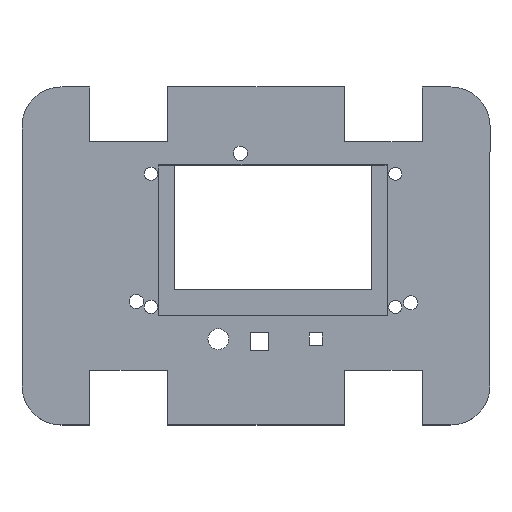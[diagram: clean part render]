
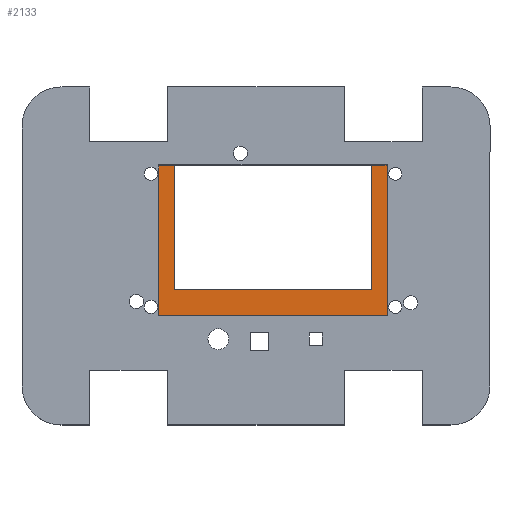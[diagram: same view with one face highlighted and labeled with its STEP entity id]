
A CAD part, top view. The second image highlights one B-rep face of the part: STEP entity #2133.
In plain terms, the highlighted planar face has unit normal (0, 0, 1).
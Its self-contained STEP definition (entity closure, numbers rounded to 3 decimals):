
#47=FACE_BOUND('',#256,.T.);
#48=FACE_BOUND('',#257,.T.);
#49=FACE_BOUND('',#258,.T.);
#50=FACE_BOUND('',#259,.T.);
#51=FACE_BOUND('',#260,.T.);
#77=CIRCLE('',#2244,2.5);
#78=CIRCLE('',#2246,2.5);
#79=CIRCLE('',#2248,2.5);
#80=CIRCLE('',#2254,2.5);
#145=FACE_OUTER_BOUND('',#255,.T.);
#255=EDGE_LOOP('',(#1557,#1558,#1559,#1560,#1561,#1562,#1563,#1564));
#256=EDGE_LOOP('',(#1565));
#257=EDGE_LOOP('',(#1566,#1567,#1568,#1569));
#258=EDGE_LOOP('',(#1570));
#259=EDGE_LOOP('',(#1571));
#260=EDGE_LOOP('',(#1572));
#411=LINE('',#3068,#677);
#413=LINE('',#3072,#679);
#415=LINE('',#3076,#681);
#417=LINE('',#3079,#683);
#420=LINE('',#3088,#686);
#422=LINE('',#3092,#688);
#424=LINE('',#3096,#690);
#426=LINE('',#3100,#692);
#428=LINE('',#3104,#694);
#430=LINE('',#3108,#696);
#432=LINE('',#3112,#698);
#434=LINE('',#3115,#700);
#677=VECTOR('',#2482,10.);
#679=VECTOR('',#2486,10.);
#681=VECTOR('',#2490,10.);
#683=VECTOR('',#2494,10.);
#686=VECTOR('',#2503,10.);
#688=VECTOR('',#2507,10.);
#690=VECTOR('',#2511,10.);
#692=VECTOR('',#2515,10.);
#694=VECTOR('',#2519,10.);
#696=VECTOR('',#2523,10.);
#698=VECTOR('',#2527,10.);
#700=VECTOR('',#2531,10.);
#929=VERTEX_POINT('',#3053);
#930=VERTEX_POINT('',#3057);
#931=VERTEX_POINT('',#3061);
#932=VERTEX_POINT('',#3065);
#933=VERTEX_POINT('',#3067);
#934=VERTEX_POINT('',#3071);
#935=VERTEX_POINT('',#3075);
#936=VERTEX_POINT('',#3081);
#937=VERTEX_POINT('',#3085);
#938=VERTEX_POINT('',#3087);
#939=VERTEX_POINT('',#3091);
#940=VERTEX_POINT('',#3095);
#941=VERTEX_POINT('',#3099);
#942=VERTEX_POINT('',#3103);
#943=VERTEX_POINT('',#3107);
#944=VERTEX_POINT('',#3111);
#1147=EDGE_CURVE('',#929,#929,#77,.T.);
#1149=EDGE_CURVE('',#930,#930,#78,.T.);
#1151=EDGE_CURVE('',#931,#931,#79,.T.);
#1154=EDGE_CURVE('',#933,#932,#411,.T.);
#1156=EDGE_CURVE('',#934,#933,#413,.T.);
#1158=EDGE_CURVE('',#935,#934,#415,.T.);
#1160=EDGE_CURVE('',#932,#935,#417,.T.);
#1161=EDGE_CURVE('',#936,#936,#80,.T.);
#1164=EDGE_CURVE('',#938,#937,#420,.T.);
#1166=EDGE_CURVE('',#939,#938,#422,.T.);
#1168=EDGE_CURVE('',#940,#939,#424,.T.);
#1170=EDGE_CURVE('',#941,#940,#426,.T.);
#1172=EDGE_CURVE('',#942,#941,#428,.T.);
#1174=EDGE_CURVE('',#943,#942,#430,.T.);
#1176=EDGE_CURVE('',#944,#943,#432,.T.);
#1178=EDGE_CURVE('',#937,#944,#434,.T.);
#1557=ORIENTED_EDGE('',*,*,#1178,.T.);
#1558=ORIENTED_EDGE('',*,*,#1176,.T.);
#1559=ORIENTED_EDGE('',*,*,#1174,.T.);
#1560=ORIENTED_EDGE('',*,*,#1172,.T.);
#1561=ORIENTED_EDGE('',*,*,#1170,.T.);
#1562=ORIENTED_EDGE('',*,*,#1168,.T.);
#1563=ORIENTED_EDGE('',*,*,#1166,.T.);
#1564=ORIENTED_EDGE('',*,*,#1164,.T.);
#1565=ORIENTED_EDGE('',*,*,#1161,.T.);
#1566=ORIENTED_EDGE('',*,*,#1160,.T.);
#1567=ORIENTED_EDGE('',*,*,#1158,.T.);
#1568=ORIENTED_EDGE('',*,*,#1156,.T.);
#1569=ORIENTED_EDGE('',*,*,#1154,.T.);
#1570=ORIENTED_EDGE('',*,*,#1151,.T.);
#1571=ORIENTED_EDGE('',*,*,#1149,.T.);
#1572=ORIENTED_EDGE('',*,*,#1147,.T.);
#2043=PLANE('',#2263);
#2133=ADVANCED_FACE('',(#145,#47,#48,#49,#50,#51),#2043,.T.);
#2244=AXIS2_PLACEMENT_3D('',#3054,#2466,#2467);
#2246=AXIS2_PLACEMENT_3D('',#3058,#2471,#2472);
#2248=AXIS2_PLACEMENT_3D('',#3062,#2476,#2477);
#2254=AXIS2_PLACEMENT_3D('',#3082,#2497,#2498);
#2263=AXIS2_PLACEMENT_3D('',#3116,#2532,#2533);
#2466=DIRECTION('center_axis',(0.,0.,-1.));
#2467=DIRECTION('ref_axis',(-1.,0.,0.));
#2471=DIRECTION('center_axis',(0.,0.,-1.));
#2472=DIRECTION('ref_axis',(-1.,0.,0.));
#2476=DIRECTION('center_axis',(0.,0.,-1.));
#2477=DIRECTION('ref_axis',(-1.,0.,0.));
#2482=DIRECTION('',(1.,0.,0.));
#2486=DIRECTION('',(0.,1.,0.));
#2490=DIRECTION('',(-1.,0.,0.));
#2494=DIRECTION('',(0.,-1.,0.));
#2497=DIRECTION('center_axis',(0.,0.,-1.));
#2498=DIRECTION('ref_axis',(-1.,0.,0.));
#2503=DIRECTION('',(-1.,0.,0.));
#2507=DIRECTION('',(0.,1.,0.));
#2511=DIRECTION('',(-1.,0.,0.));
#2515=DIRECTION('',(0.,-1.,0.));
#2519=DIRECTION('',(-1.,0.,0.));
#2523=DIRECTION('',(0.,1.,0.));
#2527=DIRECTION('',(1.,0.,0.));
#2531=DIRECTION('',(0.,-1.,0.));
#2532=DIRECTION('center_axis',(0.,0.,1.));
#2533=DIRECTION('ref_axis',(-1.,0.,0.));
#3053=CARTESIAN_POINT('',(56.081,-19.58,48.));
#3054=CARTESIAN_POINT('Origin',(53.581,-19.58,48.));
#3057=CARTESIAN_POINT('',(-37.919,-19.58,48.));
#3058=CARTESIAN_POINT('Origin',(-40.419,-19.58,48.));
#3061=CARTESIAN_POINT('',(-37.919,31.58,48.));
#3062=CARTESIAN_POINT('Origin',(-40.419,31.58,48.));
#3065=CARTESIAN_POINT('',(-38.419,25.42,48.));
#3067=CARTESIAN_POINT('',(-42.419,25.42,48.));
#3068=CARTESIAN_POINT('',(-38.419,25.42,48.));
#3071=CARTESIAN_POINT('',(-42.419,-14.58,48.));
#3072=CARTESIAN_POINT('',(-42.419,25.42,48.));
#3075=CARTESIAN_POINT('',(-38.419,-14.58,48.));
#3076=CARTESIAN_POINT('',(-42.419,-14.58,48.));
#3079=CARTESIAN_POINT('',(-38.419,-14.58,48.));
#3081=CARTESIAN_POINT('',(56.081,31.58,48.));
#3082=CARTESIAN_POINT('Origin',(53.581,31.58,48.));
#3085=CARTESIAN_POINT('',(-43.419,35.,48.));
#3087=CARTESIAN_POINT('',(-31.419,35.,48.));
#3088=CARTESIAN_POINT('',(-37.419,35.,48.));
#3091=CARTESIAN_POINT('',(-31.419,-13.,48.));
#3092=CARTESIAN_POINT('',(-31.419,-13.,48.));
#3095=CARTESIAN_POINT('',(44.581,-13.,48.));
#3096=CARTESIAN_POINT('',(44.581,-13.,48.));
#3099=CARTESIAN_POINT('',(44.581,35.,48.));
#3100=CARTESIAN_POINT('',(44.581,35.,48.));
#3103=CARTESIAN_POINT('',(56.581,35.,48.));
#3104=CARTESIAN_POINT('',(50.581,35.,48.));
#3107=CARTESIAN_POINT('',(56.581,-23.,48.));
#3108=CARTESIAN_POINT('',(56.581,-23.,48.));
#3111=CARTESIAN_POINT('',(-43.419,-23.,48.));
#3112=CARTESIAN_POINT('',(56.581,-23.,48.));
#3115=CARTESIAN_POINT('',(-43.419,35.,48.));
#3116=CARTESIAN_POINT('Origin',(6.581,6.,48.));
